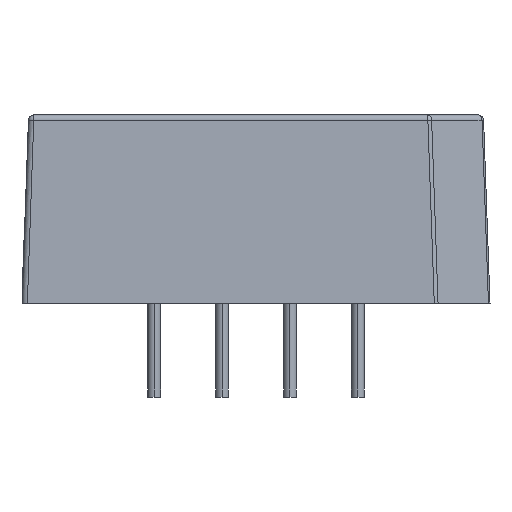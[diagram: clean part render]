
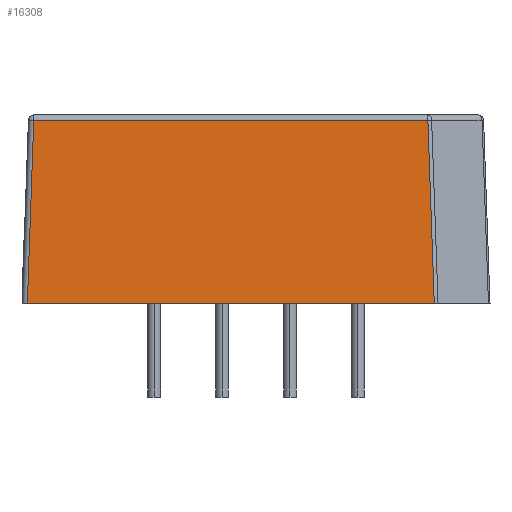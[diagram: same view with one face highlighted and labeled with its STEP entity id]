
A CAD part, left-side view. The second image highlights one B-rep face of the part: STEP entity #16308.
In plain terms, the highlighted planar face has unit normal (-0.999, 0, 0.035).
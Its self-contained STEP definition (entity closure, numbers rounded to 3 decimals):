
#70 = CARTESIAN_POINT ( 'NONE',  ( -9.95, -8.75, 0. ) ) ;
#584 = AXIS2_PLACEMENT_3D ( 'NONE', #6075, #11302, #9571 ) ;
#1302 = VECTOR ( 'NONE', #9833, 1000. ) ;
#1440 = DIRECTION ( 'NONE',  ( 0., -1., 0. ) ) ;
#1530 = VECTOR ( 'NONE', #12855, 1000. ) ;
#1738 = EDGE_CURVE ( 'NONE', #3386, #8127, #9916, .T. ) ;
#2141 = PLANE ( 'NONE',  #584 ) ;
#2295 = VERTEX_POINT ( 'NONE', #5574 ) ;
#2571 = EDGE_CURVE ( 'NONE', #8127, #14315, #13096, .T. ) ;
#2676 = VECTOR ( 'NONE', #13518, 1000. ) ;
#3122 = CARTESIAN_POINT ( 'NONE',  ( -9.95, 8.55, 0. ) ) ;
#3386 = VERTEX_POINT ( 'NONE', #9440 ) ;
#5312 = ORIENTED_EDGE ( 'NONE', *, *, #2571, .T. ) ;
#5574 = CARTESIAN_POINT ( 'NONE',  ( -9.711, -6.426, 6.857 ) ) ;
#5887 = CARTESIAN_POINT ( 'NONE',  ( -9.711, 8.504, 6.857 ) ) ;
#6075 = CARTESIAN_POINT ( 'NONE',  ( -9.704, 0., 7.05 ) ) ;
#6693 = EDGE_CURVE ( 'NONE', #2295, #3386, #16345, .T. ) ;
#7353 = FACE_OUTER_BOUND ( 'NONE', #9812, .T. ) ;
#8127 = VERTEX_POINT ( 'NONE', #3122 ) ;
#8275 = CARTESIAN_POINT ( 'NONE',  ( -9.694, 8.294, 7.339 ) ) ;
#8900 = LINE ( 'NONE', #11651, #1530 ) ;
#9440 = CARTESIAN_POINT ( 'NONE',  ( -9.711, 8.311, 6.857 ) ) ;
#9571 = DIRECTION ( 'NONE',  ( 0., -1., 0. ) ) ;
#9772 = VECTOR ( 'NONE', #1440, 1000. ) ;
#9812 = EDGE_LOOP ( 'NONE', ( #5312, #15532, #15038, #16930 ) ) ;
#9833 = DIRECTION ( 'NONE',  ( 0., 1., 0. ) ) ;
#9916 = LINE ( 'NONE', #8275, #2676 ) ;
#11302 = DIRECTION ( 'NONE',  ( 0.999, 0., -0.035 ) ) ;
#11651 = CARTESIAN_POINT ( 'NONE',  ( -9.696, -6.412, 7.274 ) ) ;
#12855 = DIRECTION ( 'NONE',  ( 0.035, 0.035, 0.999 ) ) ;
#13096 = LINE ( 'NONE', #70, #9772 ) ;
#13518 = DIRECTION ( 'NONE',  ( -0.035, 0.035, -0.999 ) ) ;
#13800 = EDGE_CURVE ( 'NONE', #14315, #2295, #8900, .T. ) ;
#14315 = VERTEX_POINT ( 'NONE', #15208 ) ;
#15038 = ORIENTED_EDGE ( 'NONE', *, *, #6693, .T. ) ;
#15208 = CARTESIAN_POINT ( 'NONE',  ( -9.95, -6.666, 0. ) ) ;
#15532 = ORIENTED_EDGE ( 'NONE', *, *, #13800, .T. ) ;
#16308 = ADVANCED_FACE ( 'NONE', ( #7353 ), #2141, .F. ) ;
#16345 = LINE ( 'NONE', #5887, #1302 ) ;
#16930 = ORIENTED_EDGE ( 'NONE', *, *, #1738, .T. ) ;
